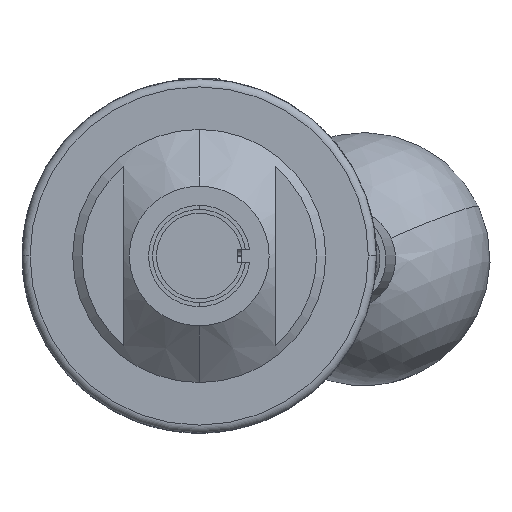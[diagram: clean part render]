
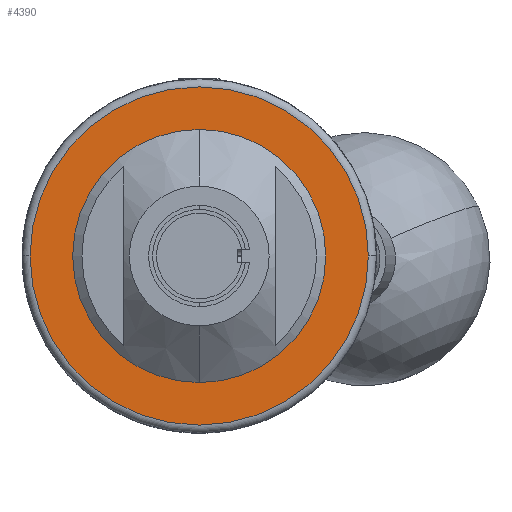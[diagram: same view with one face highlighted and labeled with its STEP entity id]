
A CAD part, left-side view. The second image highlights one B-rep face of the part: STEP entity #4390.
In plain terms, the highlighted planar face has unit normal (-1, 0, 0).
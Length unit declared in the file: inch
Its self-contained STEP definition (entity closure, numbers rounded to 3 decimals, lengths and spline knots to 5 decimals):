
#342 = AXIS2_PLACEMENT_3D ( 'NONE', #9215, #10228, #514 ) ;
#514 = DIRECTION ( 'NONE',  ( 0., 0., -1. ) ) ;
#1020 = ORIENTED_EDGE ( 'NONE', *, *, #10687, .F. ) ;
#1136 = CIRCLE ( 'NONE', #6409, 0.835 ) ;
#1497 = AXIS2_PLACEMENT_3D ( 'NONE', #7922, #10828, #4906 ) ;
#1748 = AXIS2_PLACEMENT_3D ( 'NONE', #3334, #8956, #7234 ) ;
#2557 = DIRECTION ( 'NONE',  ( 0., -1., 0. ) ) ;
#3334 = CARTESIAN_POINT ( 'NONE',  ( -2.918, -0.875, 0. ) ) ;
#3555 = CARTESIAN_POINT ( 'NONE',  ( -2.918, 0., 0. ) ) ;
#3617 = CARTESIAN_POINT ( 'NONE',  ( -2.918, 0., -0.27344 ) ) ;
#3830 = ORIENTED_EDGE ( 'NONE', *, *, #11825, .T. ) ;
#3862 = VERTEX_POINT ( 'NONE', #7124 ) ;
#4200 = CARTESIAN_POINT ( 'NONE',  ( -2.918, -0.835, 0. ) ) ;
#4390 = ADVANCED_FACE ( 'NONE', ( #11800, #10036 ), #10099, .F. ) ;
#4527 = CIRCLE ( 'NONE', #7794, 0.27344 ) ;
#4906 = DIRECTION ( 'NONE',  ( 0., -1., 0. ) ) ;
#5384 = EDGE_LOOP ( 'NONE', ( #12054, #1020 ) ) ;
#5625 = DIRECTION ( 'NONE',  ( 0., 0., -1. ) ) ;
#6409 = AXIS2_PLACEMENT_3D ( 'NONE', #10188, #12280, #2557 ) ;
#6817 = CARTESIAN_POINT ( 'NONE',  ( -2.918, 0.835, 0. ) ) ;
#7124 = CARTESIAN_POINT ( 'NONE',  ( -2.918, 0., 0.27344 ) ) ;
#7234 = DIRECTION ( 'NONE',  ( 0., -1., 0. ) ) ;
#7661 = CIRCLE ( 'NONE', #342, 0.27344 ) ;
#7794 = AXIS2_PLACEMENT_3D ( 'NONE', #3555, #12270, #5625 ) ;
#7922 = CARTESIAN_POINT ( 'NONE',  ( -2.918, 0., 0. ) ) ;
#8354 = VERTEX_POINT ( 'NONE', #6817 ) ;
#8780 = EDGE_CURVE ( 'NONE', #8354, #9430, #1136, .T. ) ;
#8956 = DIRECTION ( 'NONE',  ( 1., 0., 0. ) ) ;
#9152 = ORIENTED_EDGE ( 'NONE', *, *, #8780, .T. ) ;
#9215 = CARTESIAN_POINT ( 'NONE',  ( -2.918, 0., 0. ) ) ;
#9430 = VERTEX_POINT ( 'NONE', #4200 ) ;
#10036 = FACE_OUTER_BOUND ( 'NONE', #10877, .T. ) ;
#10099 = PLANE ( 'NONE',  #1748 ) ;
#10188 = CARTESIAN_POINT ( 'NONE',  ( -2.918, 0., 0. ) ) ;
#10228 = DIRECTION ( 'NONE',  ( -1., 0., 0. ) ) ;
#10687 = EDGE_CURVE ( 'NONE', #3862, #10821, #7661, .T. ) ;
#10821 = VERTEX_POINT ( 'NONE', #3617 ) ;
#10828 = DIRECTION ( 'NONE',  ( -1., 0., 0. ) ) ;
#10877 = EDGE_LOOP ( 'NONE', ( #3830, #9152 ) ) ;
#10989 = CIRCLE ( 'NONE', #1497, 0.835 ) ;
#11800 = FACE_BOUND ( 'NONE', #5384, .T. ) ;
#11825 = EDGE_CURVE ( 'NONE', #9430, #8354, #10989, .T. ) ;
#12054 = ORIENTED_EDGE ( 'NONE', *, *, #12350, .F. ) ;
#12270 = DIRECTION ( 'NONE',  ( -1., 0., 0. ) ) ;
#12280 = DIRECTION ( 'NONE',  ( -1., 0., 0. ) ) ;
#12350 = EDGE_CURVE ( 'NONE', #10821, #3862, #4527, .T. ) ;
